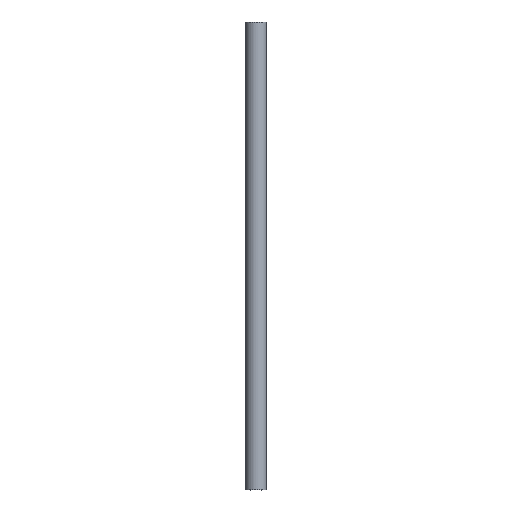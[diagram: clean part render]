
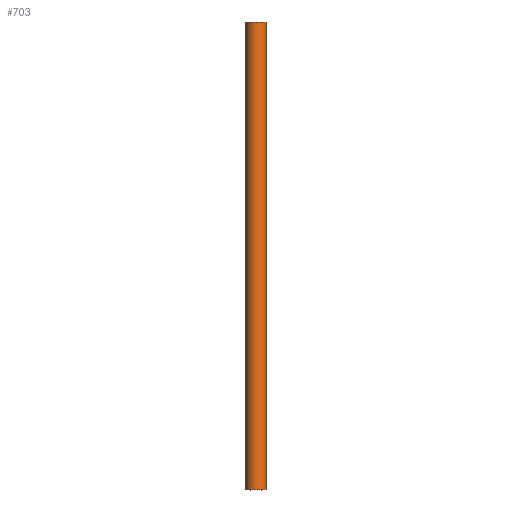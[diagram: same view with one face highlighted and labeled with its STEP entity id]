
A CAD part, front view. The second image highlights one B-rep face of the part: STEP entity #703.
In plain terms, the highlighted cylindrical face has radius 10.85 mm (diameter 21.7 mm), a partial arc.
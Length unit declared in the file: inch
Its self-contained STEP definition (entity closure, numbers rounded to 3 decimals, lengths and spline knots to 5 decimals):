
#27 = CIRCLE ( 'NONE', #279, 0.42717 ) ;
#39 = ORIENTED_EDGE ( 'NONE', *, *, #451, .T. ) ;
#61 = AXIS2_PLACEMENT_3D ( 'NONE', #115, #779, #582 ) ;
#100 = LINE ( 'NONE', #367, #770 ) ;
#115 = CARTESIAN_POINT ( 'NONE',  ( 0., 0., 3.93701 ) ) ;
#117 = DIRECTION ( 'NONE',  ( -1., 0., 0. ) ) ;
#129 = CARTESIAN_POINT ( 'NONE',  ( 0.42717, 0., 0. ) ) ;
#159 = VERTEX_POINT ( 'NONE', #303 ) ;
#173 = EDGE_LOOP ( 'NONE', ( #206, #521, #39, #268 ) ) ;
#175 = DIRECTION ( 'NONE',  ( 0., 0., -1. ) ) ;
#181 = CARTESIAN_POINT ( 'NONE',  ( 0., 0., 19.68504 ) ) ;
#201 = DIRECTION ( 'NONE',  ( 0., 0., -1. ) ) ;
#206 = ORIENTED_EDGE ( 'NONE', *, *, #687, .F. ) ;
#268 = ORIENTED_EDGE ( 'NONE', *, *, #438, .T. ) ;
#279 = AXIS2_PLACEMENT_3D ( 'NONE', #181, #516, #117 ) ;
#303 = CARTESIAN_POINT ( 'NONE',  ( -0.42717, 0., 0. ) ) ;
#317 = VERTEX_POINT ( 'NONE', #495 ) ;
#333 = DIRECTION ( 'NONE',  ( 0., 0., 1. ) ) ;
#367 = CARTESIAN_POINT ( 'NONE',  ( 0.42717, 0., 3.93701 ) ) ;
#395 = CYLINDRICAL_SURFACE ( 'NONE', #61, 0.42717 ) ;
#438 = EDGE_CURVE ( 'NONE', #159, #838, #773, .T. ) ;
#451 = EDGE_CURVE ( 'NONE', #481, #159, #706, .T. ) ;
#481 = VERTEX_POINT ( 'NONE', #538 ) ;
#495 = CARTESIAN_POINT ( 'NONE',  ( 0.42717, 0., 19.68504 ) ) ;
#514 = FACE_OUTER_BOUND ( 'NONE', #173, .T. ) ;
#516 = DIRECTION ( 'NONE',  ( 0., 0., -1. ) ) ;
#521 = ORIENTED_EDGE ( 'NONE', *, *, #696, .T. ) ;
#534 = VECTOR ( 'NONE', #201, 39.37008 ) ;
#538 = CARTESIAN_POINT ( 'NONE',  ( -0.42717, 0., 19.68504 ) ) ;
#582 = DIRECTION ( 'NONE',  ( -1., 0., 0. ) ) ;
#602 = CARTESIAN_POINT ( 'NONE',  ( -0.42717, 0., 3.93701 ) ) ;
#687 = EDGE_CURVE ( 'NONE', #317, #838, #100, .T. ) ;
#696 = EDGE_CURVE ( 'NONE', #317, #481, #27, .T. ) ;
#703 = ADVANCED_FACE ( 'NONE', ( #514 ), #395, .T. ) ;
#706 = LINE ( 'NONE', #602, #534 ) ;
#741 = CARTESIAN_POINT ( 'NONE',  ( 0., 0., 0. ) ) ;
#748 = DIRECTION ( 'NONE',  ( -1., 0., 0. ) ) ;
#765 = AXIS2_PLACEMENT_3D ( 'NONE', #741, #333, #748 ) ;
#770 = VECTOR ( 'NONE', #175, 39.37008 ) ;
#773 = CIRCLE ( 'NONE', #765, 0.42717 ) ;
#779 = DIRECTION ( 'NONE',  ( 0., 0., -1. ) ) ;
#838 = VERTEX_POINT ( 'NONE', #129 ) ;
